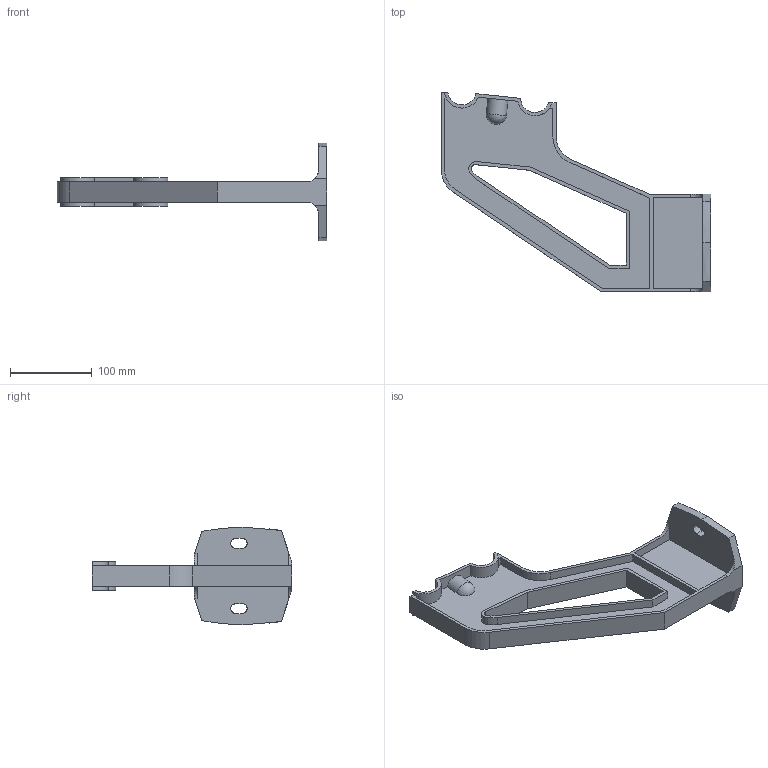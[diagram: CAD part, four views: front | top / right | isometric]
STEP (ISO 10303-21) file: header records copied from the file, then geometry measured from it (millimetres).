
FILE_DESCRIPTION(('STEP AP203'),'1');
FILE_NAME('_20180831.step','2018-08-31T07:30:52',(' '),(' '),'Spatial InterOp 3D',' ',' ');
FILE_SCHEMA(('CONFIG_CONTROL_DESIGN'));
Length unit declared in the file: millimetre
Products named in the file (1): 1
Bounding box: 330.74 x 245.17 x 119.92 mm (x, y, z)
Volume: 373722.4 mm3; surface area: 178112.3 mm2
Topology: 1 solids, 1 shells, 190 faces, 538 edges, 363 vertices
Faces by surface type: plane 109, cylinder 27, bspline 22, offset 16, extrusion 12, cone 2, torus 2
Entity records: 8106 total; most frequent: CARTESIAN_POINT 3424, ORIENTED_EDGE 1072, DIRECTION 755, EDGE_CURVE 536, VERTEX_POINT 363, VECTOR 337, LINE 325, EDGE_LOOP 211
